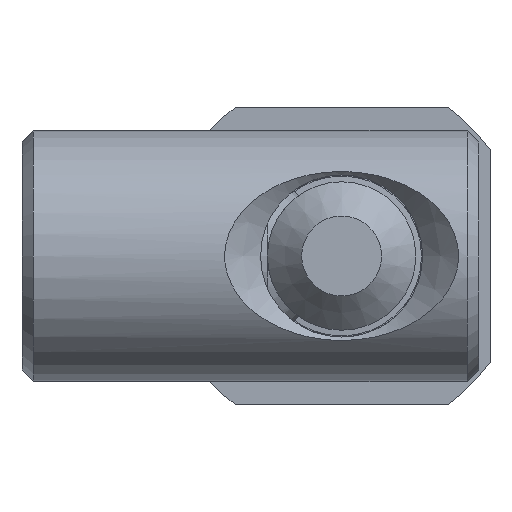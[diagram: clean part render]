
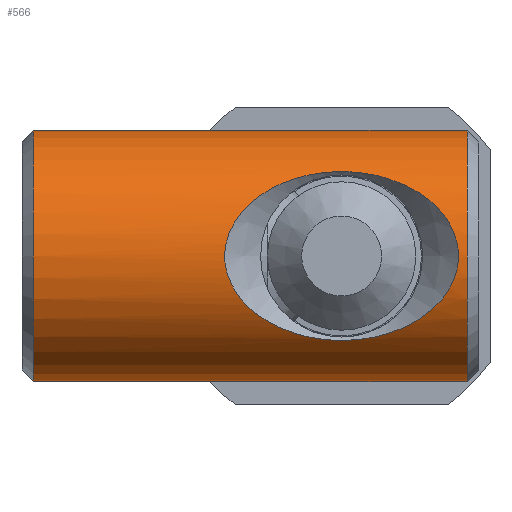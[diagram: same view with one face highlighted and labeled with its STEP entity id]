
A CAD part, left-side view. The second image highlights one B-rep face of the part: STEP entity #566.
In plain terms, the highlighted cylindrical face has radius 5.5 mm (diameter 11 mm), a full revolution.
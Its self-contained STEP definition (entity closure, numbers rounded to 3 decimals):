
#129=B_SPLINE_CURVE_WITH_KNOTS('',3,(#934,#935,#936,#937,#938,#939,#940,
#941,#942,#943,#944,#945,#946,#947,#948,#949,#950,#951,#952),
 .UNSPECIFIED.,.T.,.F.,(1,1,1,1,1,1,1,1,1,1,1,1,1,1,1,1,1,1,1,1,1,1,1),
(-0.005,-0.004,-0.002,0.,0.002,
0.004,0.005,0.007,0.009,
0.011,0.012,0.014,0.016,
0.018,0.02,0.021,0.023,
0.025,0.027,0.028,0.03,
0.032,0.034),.UNSPECIFIED.);
#130=B_SPLINE_CURVE_WITH_KNOTS('',3,(#956,#957,#958,#959,#960,#961,#962,
#963,#964,#965,#966,#967,#968,#969,#970,#971,#972,#973,#974),
 .UNSPECIFIED.,.T.,.F.,(1,1,1,1,1,1,1,1,1,1,1,1,1,1,1,1,1,1,1,1,1,1,1),
(-0.005,-0.004,-0.002,0.,0.002,
0.004,0.005,0.007,0.009,
0.011,0.012,0.014,0.016,
0.018,0.019,0.021,0.023,
0.025,0.027,0.028,0.03,
0.032,0.034),.UNSPECIFIED.);
#139=ORIENTED_EDGE('',*,*,#273,.F.);
#140=ORIENTED_EDGE('',*,*,#274,.F.);
#141=ORIENTED_EDGE('',*,*,#275,.T.);
#142=ORIENTED_EDGE('',*,*,#276,.F.);
#273=EDGE_CURVE('',#340,#340,#392,.T.);
#274=EDGE_CURVE('',#341,#341,#129,.T.);
#275=EDGE_CURVE('',#342,#342,#393,.T.);
#276=EDGE_CURVE('',#343,#343,#130,.T.);
#340=VERTEX_POINT('',#933);
#341=VERTEX_POINT('',#953);
#342=VERTEX_POINT('',#955);
#343=VERTEX_POINT('',#975);
#392=CIRCLE('',#649,5.5);
#393=CIRCLE('',#650,5.5);
#422=EDGE_LOOP('',(#139));
#423=EDGE_LOOP('',(#140));
#424=EDGE_LOOP('',(#141));
#425=EDGE_LOOP('',(#142));
#490=FACE_BOUND('',#422,.T.);
#491=FACE_BOUND('',#423,.T.);
#492=FACE_BOUND('',#424,.T.);
#493=FACE_BOUND('',#425,.T.);
#556=CYLINDRICAL_SURFACE('',#648,5.5);
#566=ADVANCED_FACE('',(#490,#491,#492,#493),#556,.T.);
#648=AXIS2_PLACEMENT_3D('',#931,#727,#728);
#649=AXIS2_PLACEMENT_3D('',#932,#729,#730);
#650=AXIS2_PLACEMENT_3D('',#954,#731,#732);
#727=DIRECTION('',(0.,-1.,0.));
#728=DIRECTION('',(0.,0.,-1.));
#729=DIRECTION('',(0.,-1.,0.));
#730=DIRECTION('',(0.,0.,-1.));
#731=DIRECTION('',(0.,-1.,0.));
#732=DIRECTION('',(0.,0.,-1.));
#931=CARTESIAN_POINT('',(0.,0.,0.));
#932=CARTESIAN_POINT('',(0.,0.5,0.));
#933=CARTESIAN_POINT('',(0.,0.5,-5.5));
#934=CARTESIAN_POINT('',(5.295,1.291,-1.74));
#935=CARTESIAN_POINT('',(4.725,2.607,-2.874));
#936=CARTESIAN_POINT('',(4.223,4.195,-3.539));
#937=CARTESIAN_POINT('',(4.,5.968,-3.772));
#938=CARTESIAN_POINT('',(4.21,7.753,-3.554));
#939=CARTESIAN_POINT('',(4.709,9.351,-2.898));
#940=CARTESIAN_POINT('',(5.277,10.673,-1.784));
#941=CARTESIAN_POINT('',(5.607,11.342,-0.033));
#942=CARTESIAN_POINT('',(5.294,10.707,1.742));
#943=CARTESIAN_POINT('',(4.727,9.398,2.87));
#944=CARTESIAN_POINT('',(4.223,7.806,3.54));
#945=CARTESIAN_POINT('',(4.,6.027,3.772));
#946=CARTESIAN_POINT('',(4.21,4.248,3.554));
#947=CARTESIAN_POINT('',(4.711,2.645,2.896));
#948=CARTESIAN_POINT('',(5.278,1.328,1.784));
#949=CARTESIAN_POINT('',(5.607,0.658,0.031));
#950=CARTESIAN_POINT('',(5.295,1.291,-1.74));
#951=CARTESIAN_POINT('',(4.725,2.607,-2.874));
#952=CARTESIAN_POINT('',(4.223,4.195,-3.539));
#953=CARTESIAN_POINT('',(4.737,2.652,-2.795));
#954=CARTESIAN_POINT('',(0.,19.5,0.));
#955=CARTESIAN_POINT('',(0.,19.5,-5.5));
#956=CARTESIAN_POINT('',(-4.22,4.206,-3.543));
#957=CARTESIAN_POINT('',(-4.727,2.602,-2.871));
#958=CARTESIAN_POINT('',(-5.291,1.3,-1.747));
#959=CARTESIAN_POINT('',(-5.607,0.658,0.013));
#960=CARTESIAN_POINT('',(-5.281,1.32,1.776));
#961=CARTESIAN_POINT('',(-4.714,2.637,2.891));
#962=CARTESIAN_POINT('',(-4.213,4.235,3.55));
#963=CARTESIAN_POINT('',(-4.,6.016,3.772));
#964=CARTESIAN_POINT('',(-4.22,7.794,3.543));
#965=CARTESIAN_POINT('',(-4.724,9.391,2.875));
#966=CARTESIAN_POINT('',(-5.291,10.7,1.749));
#967=CARTESIAN_POINT('',(-5.607,11.343,-0.018));
#968=CARTESIAN_POINT('',(-5.28,10.678,-1.777));
#969=CARTESIAN_POINT('',(-4.714,9.364,-2.89));
#970=CARTESIAN_POINT('',(-4.213,7.764,-3.551));
#971=CARTESIAN_POINT('',(-4.,5.983,-3.772));
#972=CARTESIAN_POINT('',(-4.22,4.206,-3.543));
#973=CARTESIAN_POINT('',(-4.727,2.602,-2.871));
#974=CARTESIAN_POINT('',(-5.291,1.3,-1.747));
#975=CARTESIAN_POINT('',(-4.737,2.652,-2.795));
